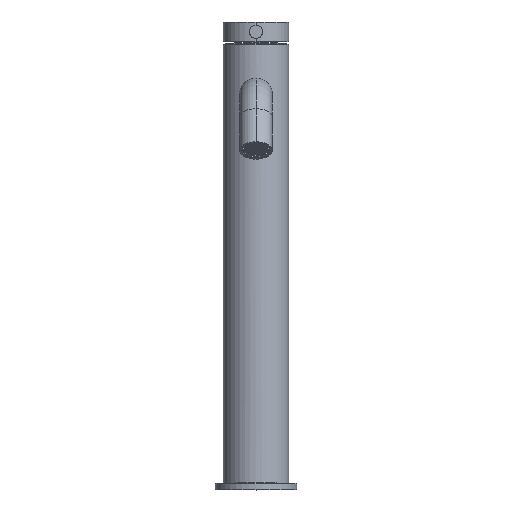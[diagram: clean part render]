
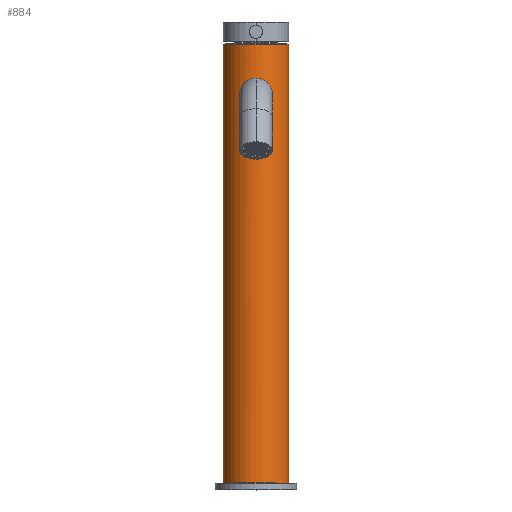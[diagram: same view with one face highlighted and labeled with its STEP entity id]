
A CAD part, top view. The second image highlights one B-rep face of the part: STEP entity #884.
In plain terms, the highlighted cylindrical face has radius 20.1 mm (diameter 40.2 mm), a partial arc.
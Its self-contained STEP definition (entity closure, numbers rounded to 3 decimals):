
#158=CARTESIAN_POINT('',(4.5,237.,19.59));
#159=CARTESIAN_POINT('',(4.5,237.434,19.59));
#160=CARTESIAN_POINT('',(4.38,238.267,19.618));
#161=CARTESIAN_POINT('',(3.845,239.458,19.733));
#162=CARTESIAN_POINT('',(2.986,240.45,19.885));
#163=CARTESIAN_POINT('',(1.885,241.154,20.023));
#164=CARTESIAN_POINT('',(0.645,241.515,20.103));
#165=CARTESIAN_POINT('',(-0.64,241.515,20.103));
#166=CARTESIAN_POINT('',(-1.882,241.156,20.024));
#167=CARTESIAN_POINT('',(-2.984,240.451,19.886));
#168=CARTESIAN_POINT('',(-3.844,239.459,19.733));
#169=CARTESIAN_POINT('',(-4.38,238.268,19.618));
#170=CARTESIAN_POINT('',(-4.5,237.434,19.59));
#171=CARTESIAN_POINT('',(-4.5,237.,19.59));
#173=CARTESIAN_POINT('',(-4.5,237.,19.59));
#174=CARTESIAN_POINT('',(-4.5,236.566,19.59));
#175=CARTESIAN_POINT('',(-4.38,235.733,19.618));
#176=CARTESIAN_POINT('',(-3.845,234.542,19.733));
#177=CARTESIAN_POINT('',(-2.986,233.55,19.885));
#178=CARTESIAN_POINT('',(-1.885,232.846,20.023));
#179=CARTESIAN_POINT('',(-0.645,232.485,20.103));
#180=CARTESIAN_POINT('',(0.64,232.485,20.103));
#181=CARTESIAN_POINT('',(1.882,232.844,20.024));
#182=CARTESIAN_POINT('',(2.985,233.549,19.886));
#183=CARTESIAN_POINT('',(3.844,234.541,19.733));
#184=CARTESIAN_POINT('',(4.38,235.732,19.618));
#185=CARTESIAN_POINT('',(4.5,236.566,19.59));
#186=CARTESIAN_POINT('',(4.5,237.,19.59));
#188=CARTESIAN_POINT('',(0.,267.8,0.));
#189=DIRECTION('',(0.,-1.,0.));
#190=DIRECTION('',(1.,0.,0.));
#191=AXIS2_PLACEMENT_3D('',#188,#189,#190);
#193=CARTESIAN_POINT('',(0.,0.2,0.));
#194=DIRECTION('',(0.,-1.,0.));
#195=DIRECTION('',(1.,0.,0.));
#196=AXIS2_PLACEMENT_3D('',#193,#194,#195);
#491=DIRECTION('',(0.,-1.,0.));
#492=VECTOR('',#491,267.6);
#493=CARTESIAN_POINT('',(-20.1,267.8,0.));
#494=LINE('',#493,#492);
#500=DIRECTION('',(0.,-1.,0.));
#501=VECTOR('',#500,267.6);
#502=CARTESIAN_POINT('',(20.1,267.8,0.));
#503=LINE('',#502,#501);
#618=VERTEX_POINT('',#158);
#619=VERTEX_POINT('',#171);
#624=CARTESIAN_POINT('',(-20.1,267.8,0.));
#625=CARTESIAN_POINT('',(20.1,267.8,0.));
#626=VERTEX_POINT('',#624);
#627=VERTEX_POINT('',#625);
#636=CARTESIAN_POINT('',(-20.1,0.2,0.));
#637=CARTESIAN_POINT('',(20.1,0.2,0.));
#638=VERTEX_POINT('',#636);
#639=VERTEX_POINT('',#637);
#864=CARTESIAN_POINT('',(0.,-13.4,0.));
#865=DIRECTION('',(0.,1.,0.));
#866=DIRECTION('',(1.,0.,0.));
#867=AXIS2_PLACEMENT_3D('',#864,#865,#866);
#868=CYLINDRICAL_SURFACE('',#867,20.1);
#870=ORIENTED_EDGE('',*,*,#869,.F.);
#872=ORIENTED_EDGE('',*,*,#871,.T.);
#874=ORIENTED_EDGE('',*,*,#873,.T.);
#876=ORIENTED_EDGE('',*,*,#875,.F.);
#877=EDGE_LOOP('',(#870,#872,#874,#876));
#878=FACE_OUTER_BOUND('',#877,.F.);
#879=ORIENTED_EDGE('',*,*,#850,.T.);
#881=ORIENTED_EDGE('',*,*,#880,.T.);
#882=EDGE_LOOP('',(#879,#881));
#883=FACE_BOUND('',#882,.F.);
#884=ADVANCED_FACE('',(#878,#883),#868,.T.);
#172=B_SPLINE_CURVE_WITH_KNOTS('',3,(#158,#159,#160,#161,#162,#163,#164,#165,
#166,#167,#168,#169,#170,#171),.UNSPECIFIED.,.F.,.F.,(4,1,1,1,1,1,1,1,1,1,1,4),(
0.,0.091,0.182,0.273,0.364,
0.455,0.545,0.636,0.727,
0.818,0.909,1.),.UNSPECIFIED.);
#187=B_SPLINE_CURVE_WITH_KNOTS('',3,(#173,#174,#175,#176,#177,#178,#179,#180,
#181,#182,#183,#184,#185,#186),.UNSPECIFIED.,.F.,.F.,(4,1,1,1,1,1,1,1,1,1,1,4),(
0.,0.091,0.182,0.273,0.364,
0.455,0.545,0.636,0.727,
0.818,0.909,1.),.UNSPECIFIED.);
#192=CIRCLE('',#191,20.1);
#197=CIRCLE('',#196,20.1);
#850=EDGE_CURVE('',#618,#619,#172,.T.);
#869=EDGE_CURVE('',#627,#626,#192,.T.);
#871=EDGE_CURVE('',#627,#639,#503,.T.);
#873=EDGE_CURVE('',#639,#638,#197,.T.);
#875=EDGE_CURVE('',#626,#638,#494,.T.);
#880=EDGE_CURVE('',#619,#618,#187,.T.);
